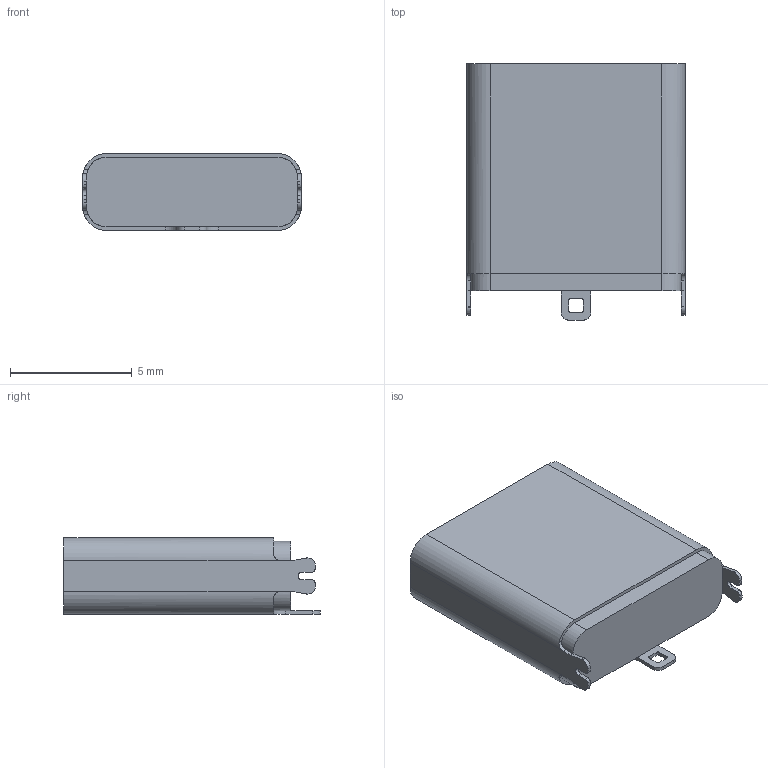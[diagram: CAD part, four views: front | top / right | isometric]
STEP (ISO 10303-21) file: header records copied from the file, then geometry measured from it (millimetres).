
FILE_DESCRIPTION (( 'STEP AP203' ), '1' );
FILE_NAME ('TypeC6Pin9.3H.STEP', '2022-08-03T14:23:22', ( '' ), ( '' ), 'SwSTEP 2.0', 'SolidWorks 2020', '' );
FILE_SCHEMA (( 'CONFIG_CONTROL_DESIGN' ));
Length unit declared in the file: millimetre
Products named in the file (1): TypeC6Pin9.3H
Bounding box: 8.95 x 10.5 x 3.14 mm (x, y, z)
Volume: 118.2 mm3; surface area: 522.1 mm2
Topology: 1 solids, 1 shells, 96 faces, 254 edges, 162 vertices
Faces by surface type: plane 48, cylinder 44, torus 4
Entity records: 3071 total; most frequent: CARTESIAN_POINT 553, DIRECTION 524, ORIENTED_EDGE 508, EDGE_CURVE 254, AXIS2_PLACEMENT_3D 181, VECTOR 162, VERTEX_POINT 162, LINE 162
